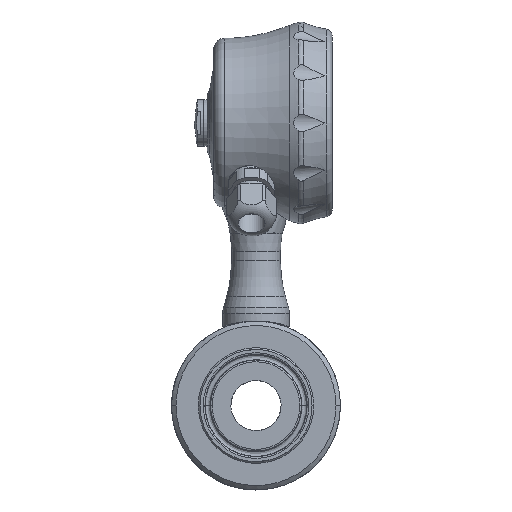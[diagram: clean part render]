
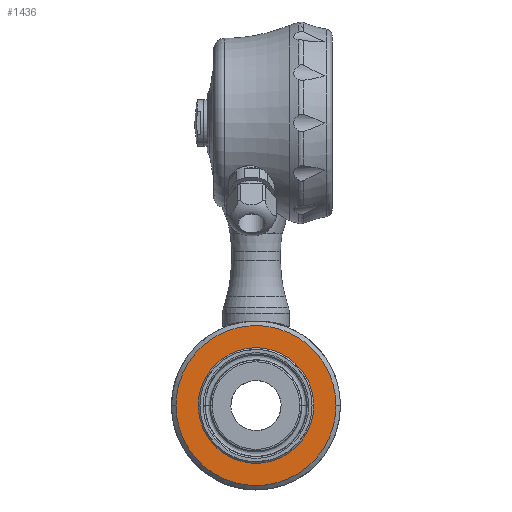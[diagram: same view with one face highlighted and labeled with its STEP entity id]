
A CAD part, front view. The second image highlights one B-rep face of the part: STEP entity #1436.
In plain terms, the highlighted free-form (B-spline) face has degree [1, 1] with [2, 2] control points.
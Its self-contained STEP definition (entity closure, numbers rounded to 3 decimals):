
#1436 = ADVANCED_FACE( '', ( #3056, #3057 ), #3058, .F. );
#3056 = FACE_BOUND( '', #6382, .T. );
#3057 = FACE_OUTER_BOUND( '', #6383, .T. );
#3058 = B_SPLINE_SURFACE_WITH_KNOTS( '', 1, 1, ( ( #6384, #6385 ), ( #6386, #6387 ) ), .UNSPECIFIED., .F., .F., .F., ( 2, 2 ), ( 2, 2 ), ( -0.5, 1. ), ( -0.366, 1.366 ), .UNSPECIFIED. );
#6382 = EDGE_LOOP( '', ( #10899, #10900 ) );
#6383 = EDGE_LOOP( '', ( #10901, #10902 ) );
#6384 = CARTESIAN_POINT( '', ( 72.1, -48., -62.44 ) );
#6385 = CARTESIAN_POINT( '', ( 72.1, -48., 62.44 ) );
#6386 = CARTESIAN_POINT( '', ( -36.05, -48., -62.44 ) );
#6387 = CARTESIAN_POINT( '', ( -36.05, -48., 62.44 ) );
#10899 = ORIENTED_EDGE( '', *, *, #13513, .F. );
#10900 = ORIENTED_EDGE( '', *, *, #12944, .F. );
#10901 = ORIENTED_EDGE( '', *, *, #12075, .F. );
#10902 = ORIENTED_EDGE( '', *, *, #12910, .F. );
#12075 = EDGE_CURVE( '', #14087, #14089, #14090, .F. );
#12910 = EDGE_CURVE( '', #14089, #14087, #15488, .F. );
#12944 = EDGE_CURVE( '', #15537, #15533, #15539, .F. );
#13513 = EDGE_CURVE( '', #15533, #15537, #16322, .F. );
#14087 = VERTEX_POINT( '', #17205 );
#14089 = VERTEX_POINT( '', #17208 );
#14090 = ( BOUNDED_CURVE(  )B_SPLINE_CURVE( 2, ( #17211, #17212, #17213, #17214, #17215 ), .UNSPECIFIED., .F., .F. )B_SPLINE_CURVE_WITH_KNOTS( ( 3, 2, 3 ), ( 0., 0.5, 1. ), .UNSPECIFIED. )CURVE(  )GEOMETRIC_REPRESENTATION_ITEM(  )RATIONAL_B_SPLINE_CURVE( ( 1., 0.707, 1., 0.707, 1. ) )REPRESENTATION_ITEM( '' ) );
#15488 = ( BOUNDED_CURVE(  )B_SPLINE_CURVE( 2, ( #21949, #21950, #21951, #21952, #21953 ), .UNSPECIFIED., .F., .F. )B_SPLINE_CURVE_WITH_KNOTS( ( 3, 2, 3 ), ( 0., 0.5, 1. ), .UNSPECIFIED. )CURVE(  )GEOMETRIC_REPRESENTATION_ITEM(  )RATIONAL_B_SPLINE_CURVE( ( 1., 0.707, 1., 0.707, 1. ) )REPRESENTATION_ITEM( '' ) );
#15533 = VERTEX_POINT( '', #22040 );
#15537 = VERTEX_POINT( '', #22056 );
#15539 = ( BOUNDED_CURVE(  )B_SPLINE_CURVE( 2, ( #22061, #22062, #22063, #22064, #22065 ), .UNSPECIFIED., .F., .F. )B_SPLINE_CURVE_WITH_KNOTS( ( 3, 2, 3 ), ( 0., 0.5, 1. ), .UNSPECIFIED. )CURVE(  )GEOMETRIC_REPRESENTATION_ITEM(  )RATIONAL_B_SPLINE_CURVE( ( 1., 0.707, 1., 0.707, 1. ) )REPRESENTATION_ITEM( '' ) );
#16322 = ( BOUNDED_CURVE(  )B_SPLINE_CURVE( 2, ( #24692, #24693, #24694, #24695, #24696 ), .UNSPECIFIED., .F., .F. )B_SPLINE_CURVE_WITH_KNOTS( ( 3, 2, 3 ), ( 0., 0.5, 1. ), .UNSPECIFIED. )CURVE(  )GEOMETRIC_REPRESENTATION_ITEM(  )RATIONAL_B_SPLINE_CURVE( ( 1., 0.707, 1., 0.707, 1. ) )REPRESENTATION_ITEM( '' ) );
#17205 = CARTESIAN_POINT( '', ( 36.05, -48., 0. ) );
#17208 = CARTESIAN_POINT( '', ( -36.05, -48., 0. ) );
#17211 = CARTESIAN_POINT( '', ( -36.05, -48., 0. ) );
#17212 = CARTESIAN_POINT( '', ( -36.05, -48., -36.05 ) );
#17213 = CARTESIAN_POINT( '', ( 0., -48., -36.05 ) );
#17214 = CARTESIAN_POINT( '', ( 36.05, -48., -36.05 ) );
#17215 = CARTESIAN_POINT( '', ( 36.05, -48., 0. ) );
#21949 = CARTESIAN_POINT( '', ( 36.05, -48., 0. ) );
#21950 = CARTESIAN_POINT( '', ( 36.05, -48., 36.05 ) );
#21951 = CARTESIAN_POINT( '', ( 0., -48., 36.05 ) );
#21952 = CARTESIAN_POINT( '', ( -36.05, -48., 36.05 ) );
#21953 = CARTESIAN_POINT( '', ( -36.05, -48., 0. ) );
#22040 = CARTESIAN_POINT( '', ( 26., -48., 0. ) );
#22056 = CARTESIAN_POINT( '', ( -26., -48., 0. ) );
#22061 = CARTESIAN_POINT( '', ( 26., -48., 0. ) );
#22062 = CARTESIAN_POINT( '', ( 26., -48., -26. ) );
#22063 = CARTESIAN_POINT( '', ( 0., -48., -26. ) );
#22064 = CARTESIAN_POINT( '', ( -26., -48., -26. ) );
#22065 = CARTESIAN_POINT( '', ( -26., -48., 0. ) );
#24692 = CARTESIAN_POINT( '', ( -26., -48., 0. ) );
#24693 = CARTESIAN_POINT( '', ( -26., -48., 26. ) );
#24694 = CARTESIAN_POINT( '', ( 0., -48., 26. ) );
#24695 = CARTESIAN_POINT( '', ( 26., -48., 26. ) );
#24696 = CARTESIAN_POINT( '', ( 26., -48., 0. ) );
